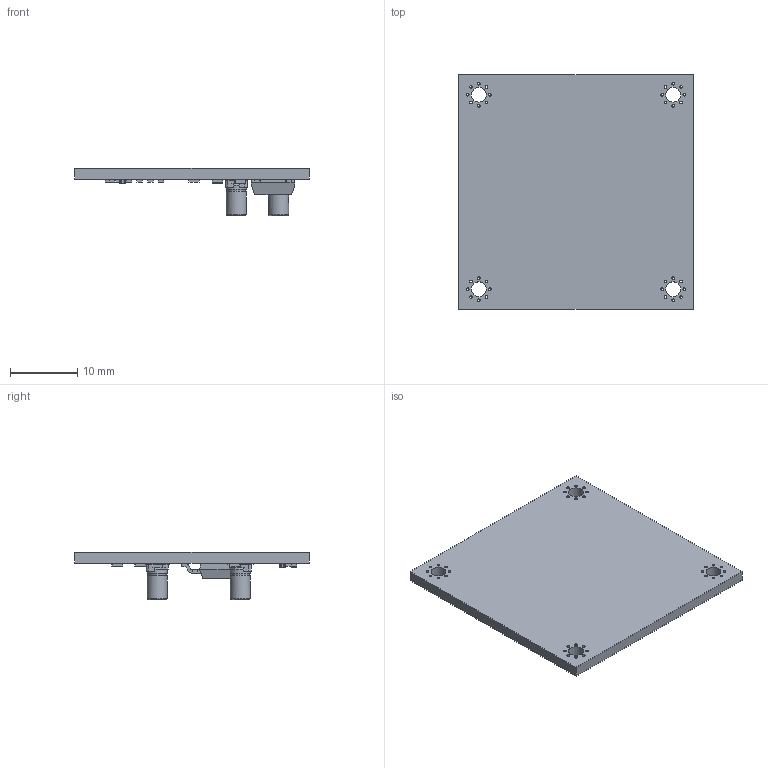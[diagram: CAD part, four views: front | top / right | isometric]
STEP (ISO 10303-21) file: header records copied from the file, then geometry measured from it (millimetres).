
FILE_DESCRIPTION(('KiCad electronic assembly'),'2;1');
FILE_NAME('ir_led_projector_v0.1.step','2021-11-29T15:08:45',('Pcbnew'), ('Kicad'),'Open CASCADE STEP processor 7.5','KiCad to STEP converter', 'Unknown');
FILE_SCHEMA(('AUTOMOTIVE_DESIGN { 1 0 10303 214 1 1 1 1 }'));
Length unit declared in the file: millimetre
Products named in the file (10): ir_led_projector_v0.1 1; R_0603_1608Metric; SOLID; D_0603_1608Metric; CP_Elec_3x5.4; TO-252-3_TabPin2; _autosave-ir_led_projector_v0.3 PCB
Assembly tree (24 placements, depth 3):
  ir_led_projector_v0.1 1
    R_0603_1608Metric  x13
      SOLID
    D_0603_1608Metric  x3
      SOLID
    CP_Elec_3x5.4  x2
      SOLID
    TO-252-3_TabPin2
      SOLID
    _autosave-ir_led_projector_v0.3 PCB
Bounding box: 35 x 35 x 7.05 mm (x, y, z)
Volume: 2106.8 mm3; surface area: 3149.7 mm2
Topology: 20 solids, 20 shells, 671 faces, 1778 edges, 1156 vertices
Faces by surface type: bspline 629, cylinder 36, plane 6
Full cylindrical faces by diameter (mm): 0.4 x32, 2.2 x4
Entity records: 16854 total; most frequent: CARTESIAN_POINT 5879, B_SPLINE_CURVE_WITH_KNOTS 1375, ORIENTED_EDGE 1286, PCURVE 1286, DEFINITIONAL_REPRESENTATION 1286, EDGE_CURVE 643, SURFACE_CURVE 600, DIRECTION 566
